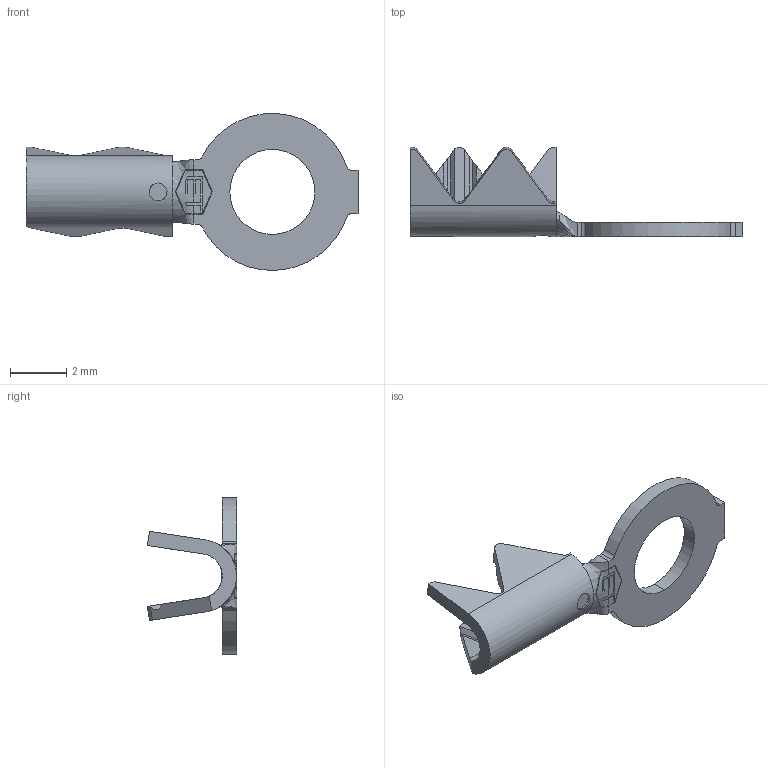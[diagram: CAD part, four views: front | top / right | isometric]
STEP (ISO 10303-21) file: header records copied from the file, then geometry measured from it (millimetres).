
FILE_DESCRIPTION (( 'STEP AP203' ), '1' );
FILE_NAME ('00103.STEP', '2015-02-06T12:39:47', ( '' ), ( '' ), 'SwSTEP 2.0', 'SolidWorks 2014', '' );
FILE_SCHEMA (( 'CONFIG_CONTROL_DESIGN' ));
Length unit declared in the file: inch
Products named in the file (1): 00103
Bounding box: 11.81 x 3.17 x 5.58 mm (x, y, z)
Volume: 22.6 mm3; surface area: 121.1 mm2
Topology: 1 solids, 1 shells, 137 faces, 363 edges, 230 vertices
Faces by surface type: plane 92, cylinder 30, cone 8, bspline 7
Entity records: 4438 total; most frequent: CARTESIAN_POINT 1039, ORIENTED_EDGE 726, DIRECTION 643, EDGE_CURVE 363, VECTOR 253, LINE 253, VERTEX_POINT 230, AXIS2_PLACEMENT_3D 195
